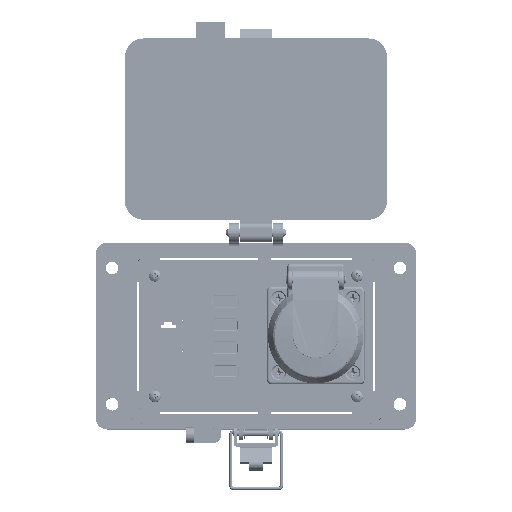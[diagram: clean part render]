
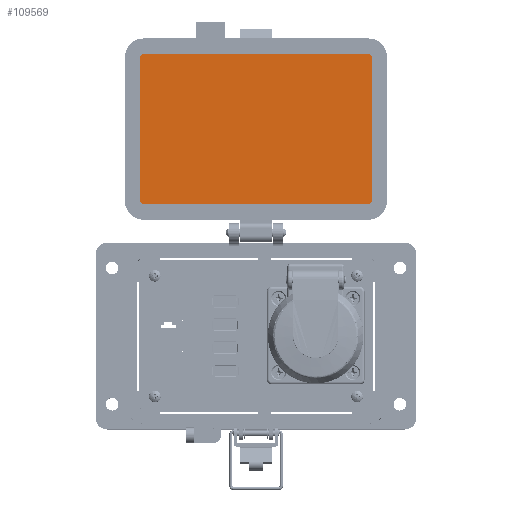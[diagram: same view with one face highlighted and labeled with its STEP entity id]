
A CAD part, top view. The second image highlights one B-rep face of the part: STEP entity #109569.
In plain terms, the highlighted planar face has unit normal (0, 0, 1).
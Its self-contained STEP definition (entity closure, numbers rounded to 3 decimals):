
#116 = CARTESIAN_POINT ( 'NONE',  ( 57.717, 145.119, 8.694 ) ) ;
#1240 = CARTESIAN_POINT ( 'NONE',  ( -57.72, 67.765, 8.694 ) ) ;
#2875 = EDGE_CURVE ( 'NONE', #5187, #78618, #24678, .T. ) ;
#2935 = CARTESIAN_POINT ( 'NONE',  ( 57.717, 69.55, 8.694 ) ) ;
#5187 = VERTEX_POINT ( 'NONE', #52552 ) ;
#5674 = AXIS2_PLACEMENT_3D ( 'NONE', #2935, #48262, #65540 ) ;
#5894 = DIRECTION ( 'NONE',  ( 0., 0., -1. ) ) ;
#6301 = CARTESIAN_POINT ( 'NONE',  ( -30.745, 145.119, 8.694 ) ) ;
#6687 = VERTEX_POINT ( 'NONE', #59638 ) ;
#8791 = VECTOR ( 'NONE', #30454, 1000. ) ;
#9390 = VERTEX_POINT ( 'NONE', #34121 ) ;
#13281 = CIRCLE ( 'NONE', #102748, 1.785 ) ;
#13752 = DIRECTION ( 'NONE',  ( 1., 0., 0. ) ) ;
#15258 = PLANE ( 'NONE',  #61520 ) ;
#18084 = DIRECTION ( 'NONE',  ( 0., 1., 0. ) ) ;
#20426 = VERTEX_POINT ( 'NONE', #23845 ) ;
#23280 = CARTESIAN_POINT ( 'NONE',  ( 57.717, 145.119, 8.694 ) ) ;
#23845 = CARTESIAN_POINT ( 'NONE',  ( -57.72, 67.765, 8.694 ) ) ;
#24678 = LINE ( 'NONE', #89608, #48866 ) ;
#26501 = ORIENTED_EDGE ( 'NONE', *, *, #45050, .F. ) ;
#27244 = CIRCLE ( 'NONE', #105242, 1.785 ) ;
#30454 = DIRECTION ( 'NONE',  ( -1., 0., 0. ) ) ;
#33720 = DIRECTION ( 'NONE',  ( 0., -1., 0. ) ) ;
#34121 = CARTESIAN_POINT ( 'NONE',  ( -57.72, 145.119, 8.694 ) ) ;
#39959 = EDGE_CURVE ( 'NONE', #83255, #6687, #75809, .T. ) ;
#40339 = EDGE_LOOP ( 'NONE', ( #72687, #50255, #107731, #82575, #26501, #62337, #96743, #41531 ) ) ;
#41531 = ORIENTED_EDGE ( 'NONE', *, *, #65818, .F. ) ;
#43723 = CIRCLE ( 'NONE', #5674, 1.785 ) ;
#44458 = CARTESIAN_POINT ( 'NONE',  ( -57.72, 143.334, 8.694 ) ) ;
#45050 = EDGE_CURVE ( 'NONE', #6687, #71671, #43723, .T. ) ;
#45238 = EDGE_CURVE ( 'NONE', #89447, #83255, #91347, .T. ) ;
#48262 = DIRECTION ( 'NONE',  ( 0., 0., -1. ) ) ;
#48514 = DIRECTION ( 'NONE',  ( 0., 0., -1. ) ) ;
#48866 = VECTOR ( 'NONE', #18084, 1000. ) ;
#49419 = AXIS2_PLACEMENT_3D ( 'NONE', #87559, #5894, #78633 ) ;
#50255 = ORIENTED_EDGE ( 'NONE', *, *, #2875, .F. ) ;
#51272 = LINE ( 'NONE', #23280, #102793 ) ;
#52552 = CARTESIAN_POINT ( 'NONE',  ( -59.505, 69.55, 8.694 ) ) ;
#56462 = EDGE_CURVE ( 'NONE', #78618, #9390, #13281, .T. ) ;
#56870 = CARTESIAN_POINT ( 'NONE',  ( -59.505, 143.334, 8.694 ) ) ;
#57473 = CARTESIAN_POINT ( 'NONE',  ( -57.72, 69.55, 8.694 ) ) ;
#59638 = CARTESIAN_POINT ( 'NONE',  ( 59.502, 69.55, 8.694 ) ) ;
#61158 = DIRECTION ( 'NONE',  ( 0., -1., 0. ) ) ;
#61520 = AXIS2_PLACEMENT_3D ( 'NONE', #6301, #115353, #33720 ) ;
#62337 = ORIENTED_EDGE ( 'NONE', *, *, #39959, .F. ) ;
#65540 = DIRECTION ( 'NONE',  ( 0., -1., 0. ) ) ;
#65818 = EDGE_CURVE ( 'NONE', #9390, #89447, #51272, .T. ) ;
#66378 = DIRECTION ( 'NONE',  ( 0., -1., 0. ) ) ;
#71671 = VERTEX_POINT ( 'NONE', #105016 ) ;
#72687 = ORIENTED_EDGE ( 'NONE', *, *, #56462, .F. ) ;
#75809 = LINE ( 'NONE', #103785, #116939 ) ;
#78618 = VERTEX_POINT ( 'NONE', #56870 ) ;
#78633 = DIRECTION ( 'NONE',  ( 0., -1., 0. ) ) ;
#82575 = ORIENTED_EDGE ( 'NONE', *, *, #83513, .F. ) ;
#83255 = VERTEX_POINT ( 'NONE', #114598 ) ;
#83513 = EDGE_CURVE ( 'NONE', #71671, #20426, #93044, .T. ) ;
#87559 = CARTESIAN_POINT ( 'NONE',  ( 57.717, 143.334, 8.694 ) ) ;
#89447 = VERTEX_POINT ( 'NONE', #116 ) ;
#89608 = CARTESIAN_POINT ( 'NONE',  ( -59.505, 143.334, 8.694 ) ) ;
#91347 = CIRCLE ( 'NONE', #49419, 1.785 ) ;
#93044 = LINE ( 'NONE', #1240, #8791 ) ;
#96743 = ORIENTED_EDGE ( 'NONE', *, *, #45238, .F. ) ;
#97475 = FACE_OUTER_BOUND ( 'NONE', #40339, .T. ) ;
#102748 = AXIS2_PLACEMENT_3D ( 'NONE', #44458, #116560, #61158 ) ;
#102793 = VECTOR ( 'NONE', #13752, 1000. ) ;
#103785 = CARTESIAN_POINT ( 'NONE',  ( 59.502, 69.55, 8.694 ) ) ;
#105016 = CARTESIAN_POINT ( 'NONE',  ( 57.717, 67.765, 8.694 ) ) ;
#105242 = AXIS2_PLACEMENT_3D ( 'NONE', #57473, #48514, #66378 ) ;
#107731 = ORIENTED_EDGE ( 'NONE', *, *, #109739, .F. ) ;
#109569 = ADVANCED_FACE ( 'NONE', ( #97475 ), #15258, .T. ) ;
#109739 = EDGE_CURVE ( 'NONE', #20426, #5187, #27244, .T. ) ;
#113333 = DIRECTION ( 'NONE',  ( 0., -1., 0. ) ) ;
#114598 = CARTESIAN_POINT ( 'NONE',  ( 59.502, 143.334, 8.694 ) ) ;
#115353 = DIRECTION ( 'NONE',  ( 0., 0., 1. ) ) ;
#116560 = DIRECTION ( 'NONE',  ( 0., 0., -1. ) ) ;
#116939 = VECTOR ( 'NONE', #113333, 1000. ) ;
